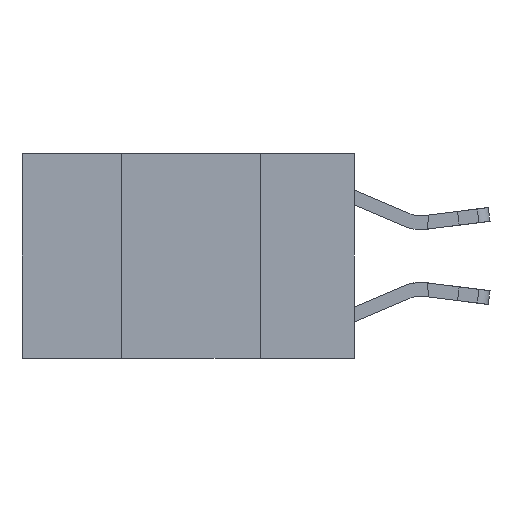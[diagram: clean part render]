
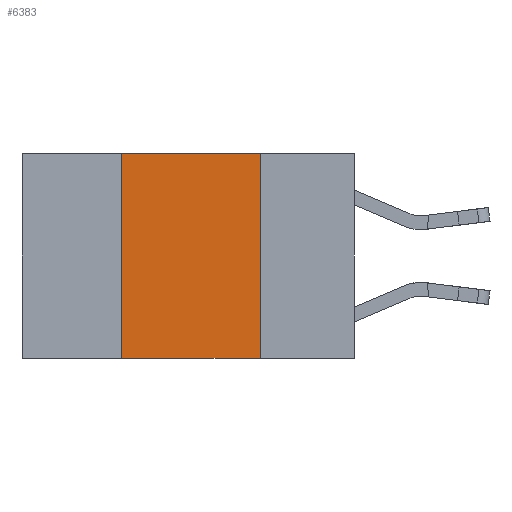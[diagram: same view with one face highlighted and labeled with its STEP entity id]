
A CAD part, left-side view. The second image highlights one B-rep face of the part: STEP entity #6383.
In plain terms, the highlighted planar face has unit normal (-1, 0, 0).
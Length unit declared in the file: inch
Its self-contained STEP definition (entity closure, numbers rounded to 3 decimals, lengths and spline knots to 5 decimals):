
#559 = VERTEX_POINT ( 'NONE', #15821 ) ;
#688 = CARTESIAN_POINT ( 'NONE',  ( 0., 0.42, 0. ) ) ;
#1053 = EDGE_CURVE ( 'NONE', #559, #18898, #2477, .T. ) ;
#1510 = PLANE ( 'NONE',  #4017 ) ;
#2120 = DIRECTION ( 'NONE',  ( 0., 0., -1. ) ) ;
#2275 = LINE ( 'NONE', #9678, #2943 ) ;
#2477 = LINE ( 'NONE', #4076, #21667 ) ;
#2943 = VECTOR ( 'NONE', #17221, 39.37008 ) ;
#3340 = FACE_OUTER_BOUND ( 'NONE', #12549, .T. ) ;
#3587 = DIRECTION ( 'NONE',  ( 0., -1., 0. ) ) ;
#3832 = LINE ( 'NONE', #5686, #16809 ) ;
#3845 = ORIENTED_EDGE ( 'NONE', *, *, #7347, .F. ) ;
#4017 = AXIS2_PLACEMENT_3D ( 'NONE', #9007, #16550, #24031 ) ;
#4076 = CARTESIAN_POINT ( 'NONE',  ( 0., 0.17, 0. ) ) ;
#5559 = ORIENTED_EDGE ( 'NONE', *, *, #14020, .F. ) ;
#5686 = CARTESIAN_POINT ( 'NONE',  ( 0., 0.6, -0.37 ) ) ;
#6383 = ADVANCED_FACE ( 'NONE', ( #3340 ), #1510, .F. ) ;
#6489 = CARTESIAN_POINT ( 'NONE',  ( 0., 0.17, -0.37 ) ) ;
#7347 = EDGE_CURVE ( 'NONE', #11401, #559, #24115, .T. ) ;
#9007 = CARTESIAN_POINT ( 'NONE',  ( 0., 0.6, 0. ) ) ;
#9573 = ORIENTED_EDGE ( 'NONE', *, *, #10241, .T. ) ;
#9678 = CARTESIAN_POINT ( 'NONE',  ( 0., 0.42, 0. ) ) ;
#10241 = EDGE_CURVE ( 'NONE', #15878, #18898, #3832, .T. ) ;
#11401 = VERTEX_POINT ( 'NONE', #688 ) ;
#12549 = EDGE_LOOP ( 'NONE', ( #13921, #3845, #5559, #9573 ) ) ;
#12682 = DIRECTION ( 'NONE',  ( 0., -1., 0. ) ) ;
#13921 = ORIENTED_EDGE ( 'NONE', *, *, #1053, .F. ) ;
#14020 = EDGE_CURVE ( 'NONE', #15878, #11401, #2275, .T. ) ;
#15821 = CARTESIAN_POINT ( 'NONE',  ( 0., 0.17, 0. ) ) ;
#15878 = VERTEX_POINT ( 'NONE', #19380 ) ;
#16515 = CARTESIAN_POINT ( 'NONE',  ( 0., 0.6, 0. ) ) ;
#16550 = DIRECTION ( 'NONE',  ( 1., 0., 0. ) ) ;
#16809 = VECTOR ( 'NONE', #3587, 39.37008 ) ;
#17221 = DIRECTION ( 'NONE',  ( 0., 0., 1. ) ) ;
#18898 = VERTEX_POINT ( 'NONE', #6489 ) ;
#19380 = CARTESIAN_POINT ( 'NONE',  ( 0., 0.42, -0.37 ) ) ;
#21667 = VECTOR ( 'NONE', #2120, 39.37008 ) ;
#21796 = VECTOR ( 'NONE', #12682, 39.37008 ) ;
#24031 = DIRECTION ( 'NONE',  ( 0., 0., -1. ) ) ;
#24115 = LINE ( 'NONE', #16515, #21796 ) ;
